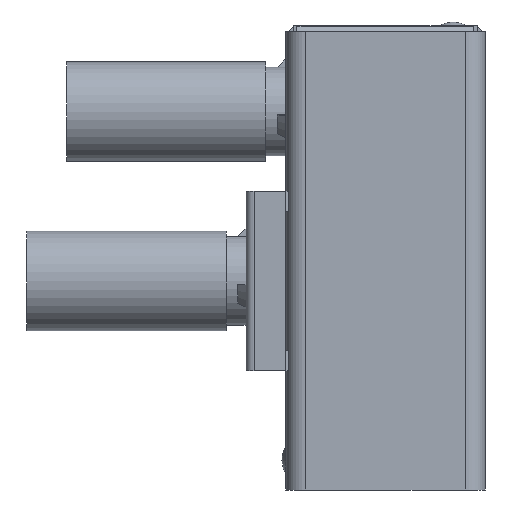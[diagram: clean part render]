
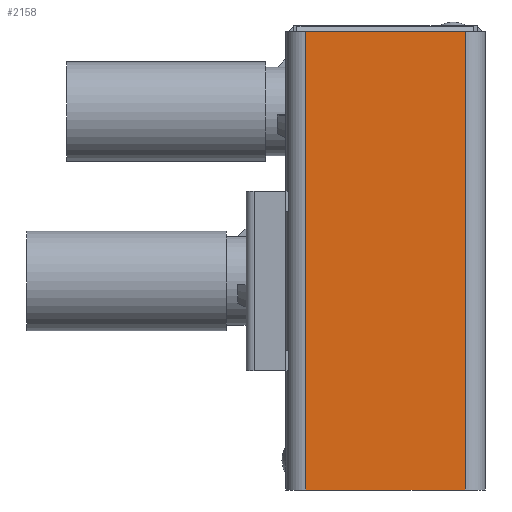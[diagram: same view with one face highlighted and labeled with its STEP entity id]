
A CAD part, front view. The second image highlights one B-rep face of the part: STEP entity #2158.
In plain terms, the highlighted planar face has unit normal (0, -1, 0).
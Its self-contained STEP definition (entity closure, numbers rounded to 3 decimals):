
#266=FACE_OUTER_BOUND('',#406,.T.);
#406=EDGE_LOOP('',(#1725,#1726,#1727,#1728));
#689=LINE('',#3680,#876);
#690=LINE('',#3684,#877);
#691=LINE('',#3686,#878);
#692=LINE('',#3687,#879);
#876=VECTOR('',#2992,10.);
#877=VECTOR('',#2997,10.);
#878=VECTOR('',#2998,10.);
#879=VECTOR('',#2999,10.);
#1053=VERTEX_POINT('',#3677);
#1054=VERTEX_POINT('',#3679);
#1055=VERTEX_POINT('',#3683);
#1056=VERTEX_POINT('',#3685);
#1297=EDGE_CURVE('',#1054,#1053,#689,.T.);
#1299=EDGE_CURVE('',#1053,#1055,#690,.T.);
#1300=EDGE_CURVE('',#1056,#1055,#691,.T.);
#1301=EDGE_CURVE('',#1054,#1056,#692,.T.);
#1725=ORIENTED_EDGE('',*,*,#1299,.T.);
#1726=ORIENTED_EDGE('',*,*,#1300,.F.);
#1727=ORIENTED_EDGE('',*,*,#1301,.F.);
#1728=ORIENTED_EDGE('',*,*,#1297,.T.);
#2044=PLANE('',#2501);
#2158=ADVANCED_FACE('',(#266),#2044,.T.);
#2501=AXIS2_PLACEMENT_3D('',#3682,#2995,#2996);
#2992=DIRECTION('',(0.,0.,1.));
#2995=DIRECTION('center_axis',(0.,-1.,0.));
#2996=DIRECTION('ref_axis',(0.,0.,-1.));
#2997=DIRECTION('',(-1.,0.,0.));
#2998=DIRECTION('',(0.,0.,1.));
#2999=DIRECTION('',(-1.,0.,0.));
#3677=CARTESIAN_POINT('',(40.,-75.,230.));
#3679=CARTESIAN_POINT('',(40.,-75.,0.));
#3680=CARTESIAN_POINT('',(40.,-75.,0.));
#3682=CARTESIAN_POINT('Origin',(40.,-75.,0.));
#3683=CARTESIAN_POINT('',(-40.,-75.,230.));
#3684=CARTESIAN_POINT('',(20.,-75.,230.));
#3685=CARTESIAN_POINT('',(-40.,-75.,0.));
#3686=CARTESIAN_POINT('',(-40.,-75.,0.));
#3687=CARTESIAN_POINT('',(20.,-75.,0.));
